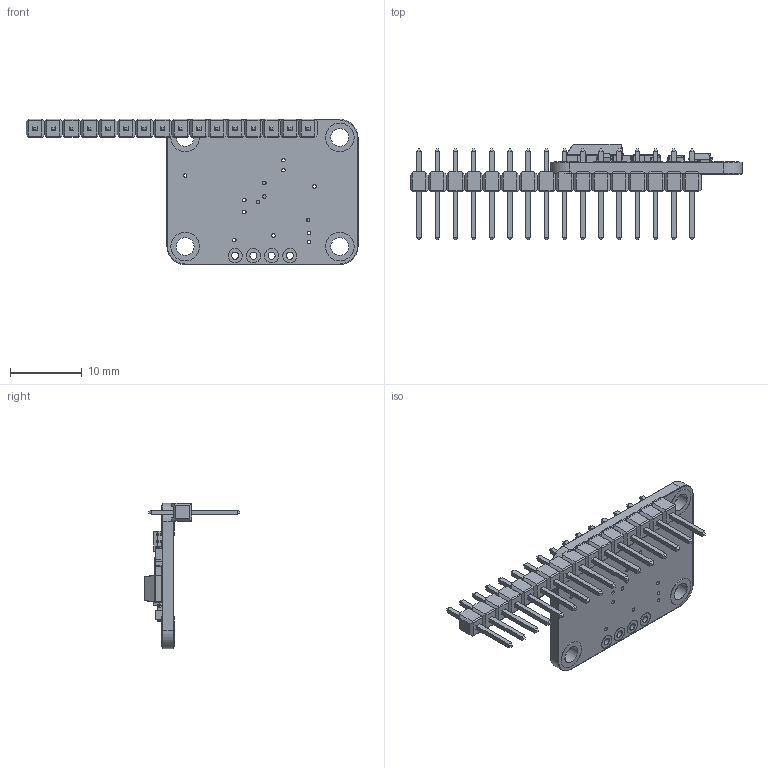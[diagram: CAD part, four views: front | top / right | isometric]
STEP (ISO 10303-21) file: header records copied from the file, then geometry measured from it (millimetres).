
FILE_DESCRIPTION(/* description */ (''),/* implementation_level */ '2;1');
FILE_NAME(/* name */ 'Adafruit_BNO055_AP214 v3.step',/* time_stamp */ '2023-09-28T23:12:18-04:00',/* author */ (''),/* organization */ (''),/* preprocessor_version */ 'ST-DEVELOPER v20',/* originating_system */ 'Autodesk Translation Framework v12.14.0.127',/* authorisation */ '');
FILE_SCHEMA (('AUTOMOTIVE_DESIGN { 1 0 10303 214 3 1 1 }'));
Length unit declared in the file: millimetre
Products named in the file (2): Adafruit_BNO055_AP214; Pin Header 1x16 TH Pitch 2.54mm
Assembly tree (1 placements, depth 2):
  Adafruit_BNO055_AP214
    Pin Header 1x16 TH Pitch 2.54mm
Bounding box: 46.35 x 13.35 x 20.32 mm (x, y, z)
Volume: 1061.7 mm3; surface area: 3083.2 mm2
Topology: 110 solids, 126 shells, 1326 faces, 3099 edges, 1983 vertices
Faces by surface type: plane 1076, cylinder 223, sphere 18, torus 9
Full cylindrical faces by diameter (mm): 0.5 x15, 1 x32, 2 x20, 2.5 x12, 4 x8
Entity records: 38002 total; most frequent: CARTESIAN_POINT 6397, DIRECTION 6259, ORIENTED_EDGE 6050, EDGE_CURVE 3085, LINE 2569, VECTOR 2569, VERTEX_POINT 1983, AXIS2_PLACEMENT_3D 1845
